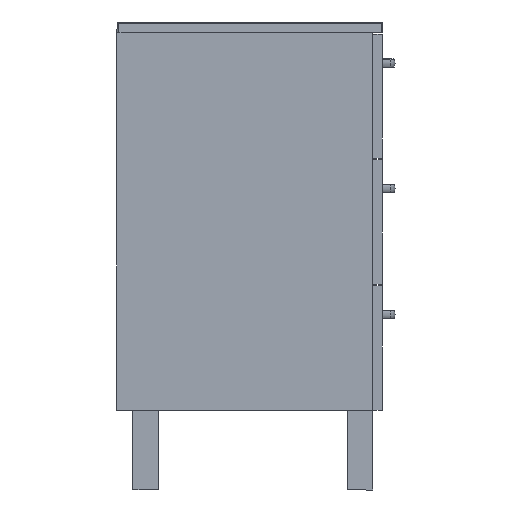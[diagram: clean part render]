
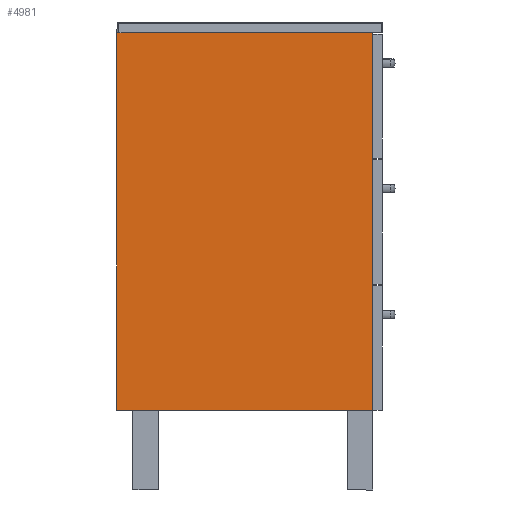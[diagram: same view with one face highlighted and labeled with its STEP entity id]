
A CAD part, left-side view. The second image highlights one B-rep face of the part: STEP entity #4981.
In plain terms, the highlighted face is planar.
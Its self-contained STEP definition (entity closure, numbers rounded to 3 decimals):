
#418=PLANE('',#5421);
#630=FACE_OUTER_BOUND('',#957,.T.);
#957=EDGE_LOOP('',(#3836,#3837,#3838,#3839));
#1372=LINE('',#7625,#1828);
#1376=LINE('',#7632,#1832);
#1379=LINE('',#7638,#1835);
#1381=LINE('',#7641,#1837);
#1828=VECTOR('',#6210,1.);
#1832=VECTOR('',#6216,1.);
#1835=VECTOR('',#6221,1.);
#1837=VECTOR('',#6225,1.);
#2379=VERTEX_POINT('',#7622);
#2380=VERTEX_POINT('',#7624);
#2382=VERTEX_POINT('',#7630);
#2384=VERTEX_POINT('',#7636);
#2904=EDGE_CURVE('',#2379,#2380,#1372,.T.);
#2908=EDGE_CURVE('',#2382,#2379,#1376,.T.);
#2911=EDGE_CURVE('',#2384,#2382,#1379,.T.);
#2913=EDGE_CURVE('',#2380,#2384,#1381,.T.);
#3836=ORIENTED_EDGE('',*,*,#2913,.F.);
#3837=ORIENTED_EDGE('',*,*,#2904,.F.);
#3838=ORIENTED_EDGE('',*,*,#2908,.F.);
#3839=ORIENTED_EDGE('',*,*,#2911,.F.);
#4981=ADVANCED_FACE('',(#630),#418,.F.);
#5421=AXIS2_PLACEMENT_3D('',#7642,#6226,#6227);
#6210=DIRECTION('',(0.,0.,-1.));
#6216=DIRECTION('',(0.,1.,0.));
#6221=DIRECTION('',(0.,0.,1.));
#6225=DIRECTION('',(0.,-1.,0.));
#6226=DIRECTION('center_axis',(-1.,0.,0.));
#6227=DIRECTION('ref_axis',(0.,0.,1.));
#7622=CARTESIAN_POINT('',(1841.712,0.,-150.));
#7624=CARTESIAN_POINT('',(1841.712,0.,-860.));
#7625=CARTESIAN_POINT('',(1841.712,0.,-860.));
#7630=CARTESIAN_POINT('',(1841.712,-481.,-150.));
#7632=CARTESIAN_POINT('',(1841.712,0.,-150.));
#7636=CARTESIAN_POINT('',(1841.712,-481.,-860.));
#7638=CARTESIAN_POINT('',(1841.712,-481.,-150.));
#7641=CARTESIAN_POINT('',(1841.712,-481.,-860.));
#7642=CARTESIAN_POINT('Origin',(1841.712,-240.5,-505.));
